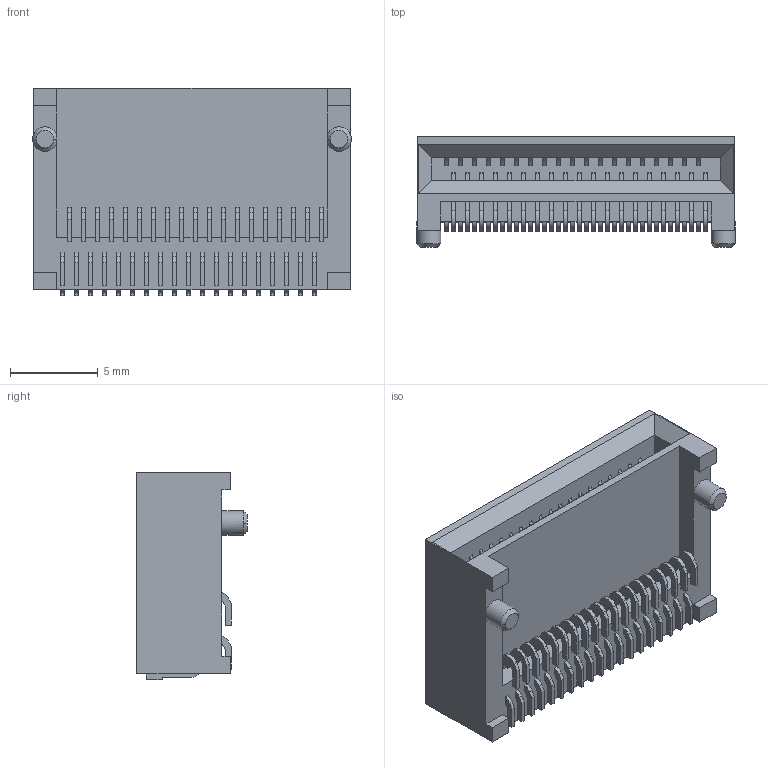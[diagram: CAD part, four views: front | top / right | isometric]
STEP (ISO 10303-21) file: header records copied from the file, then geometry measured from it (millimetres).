
FILE_DESCRIPTION((''),'2;1');
FILE_NAME('C-1761987-9','2009-12-28T',('workeradm'),(''),'PRO/ENGINEER BY PARAMETRIC TECHNOLOGY CORPORATION, 2008380','PRO/ENGINEER BY PARAMETRIC TECHNOLOGY CORPORATION, 2008380','');
FILE_SCHEMA(('AUTOMOTIVE_DESIGN { 1 0 10303 214 1 1 1 1 }'));
Length unit declared in the file: millimetre
Products named in the file (1): C-1761987-9
Bounding box: 18.2 x 6.3 x 11.84 mm (x, y, z)
Volume: 737.7 mm3; surface area: 1139.3 mm2
Topology: 1 solids, 1 shells, 782 faces, 2101 edges, 1398 vertices
Faces by surface type: plane 567, cylinder 211, cone 4
Entity records: 24405 total; most frequent: CARTESIAN_POINT 4302, ORIENTED_EDGE 4202, DIRECTION 4093, EDGE_CURVE 2101, VECTOR 1665, LINE 1665, VERTEX_POINT 1398, AXIS2_PLACEMENT_3D 1214
